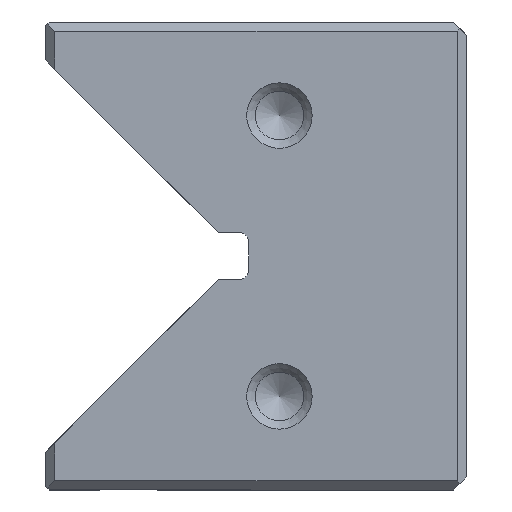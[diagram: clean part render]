
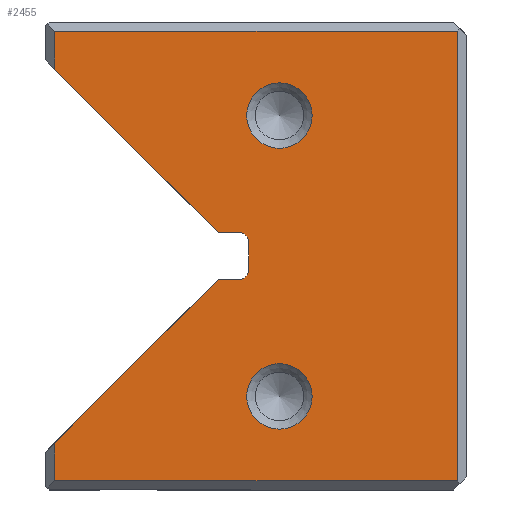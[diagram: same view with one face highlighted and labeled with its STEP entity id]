
A CAD part, left-side view. The second image highlights one B-rep face of the part: STEP entity #2455.
In plain terms, the highlighted planar face has unit normal (-1, 0, 0).
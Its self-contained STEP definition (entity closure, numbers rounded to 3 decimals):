
#2455=ADVANCED_FACE('',(#3320,#3321,#3322),#2819,.T.);
#2819=PLANE('',#8561);
#3055=CIRCLE('',#8557,3.5);
#3056=CIRCLE('',#8558,3.5);
#3057=CIRCLE('',#8559,1.);
#3058=CIRCLE('',#8560,1.);
#3320=FACE_BOUND('',#3478,.T.);
#3321=FACE_BOUND('',#3479,.T.);
#3322=FACE_BOUND('',#3480,.T.);
#3478=EDGE_LOOP('',(#4146));
#3479=EDGE_LOOP('',(#4147));
#3480=EDGE_LOOP('',(#4148,#4149,#4150,#4151,#4152,#4153,#4154,#4155,#4156,
#4157,#4158,#4159));
#4146=ORIENTED_EDGE('',*,*,#6568,.F.);
#4147=ORIENTED_EDGE('',*,*,#6569,.T.);
#4148=ORIENTED_EDGE('',*,*,#6570,.T.);
#4149=ORIENTED_EDGE('',*,*,#6571,.T.);
#4150=ORIENTED_EDGE('',*,*,#6572,.T.);
#4151=ORIENTED_EDGE('',*,*,#6573,.T.);
#4152=ORIENTED_EDGE('',*,*,#6574,.T.);
#4153=ORIENTED_EDGE('',*,*,#6575,.T.);
#4154=ORIENTED_EDGE('',*,*,#6576,.T.);
#4155=ORIENTED_EDGE('',*,*,#6577,.T.);
#4156=ORIENTED_EDGE('',*,*,#6578,.T.);
#4157=ORIENTED_EDGE('',*,*,#6579,.T.);
#4158=ORIENTED_EDGE('',*,*,#6580,.F.);
#4159=ORIENTED_EDGE('',*,*,#6581,.F.);
#5946=VERTEX_POINT('',#10940);
#5947=VERTEX_POINT('',#10942);
#5948=VERTEX_POINT('',#10944);
#5949=VERTEX_POINT('',#10945);
#5950=VERTEX_POINT('',#10947);
#5951=VERTEX_POINT('',#10949);
#5952=VERTEX_POINT('',#10951);
#5953=VERTEX_POINT('',#10953);
#5954=VERTEX_POINT('',#10955);
#5955=VERTEX_POINT('',#10957);
#5956=VERTEX_POINT('',#10959);
#5957=VERTEX_POINT('',#10961);
#5958=VERTEX_POINT('',#10963);
#5959=VERTEX_POINT('',#10965);
#6568=EDGE_CURVE('',#5946,#5946,#3055,.T.);
#6569=EDGE_CURVE('',#5947,#5947,#3056,.T.);
#6570=EDGE_CURVE('',#5948,#5949,#7385,.T.);
#6571=EDGE_CURVE('',#5949,#5950,#7386,.T.);
#6572=EDGE_CURVE('',#5950,#5951,#7387,.T.);
#6573=EDGE_CURVE('',#5951,#5952,#7388,.T.);
#6574=EDGE_CURVE('',#5952,#5953,#7389,.T.);
#6575=EDGE_CURVE('',#5953,#5954,#7390,.T.);
#6576=EDGE_CURVE('',#5954,#5955,#7391,.T.);
#6577=EDGE_CURVE('',#5955,#5956,#3057,.T.);
#6578=EDGE_CURVE('',#5956,#5957,#7392,.T.);
#6579=EDGE_CURVE('',#5957,#5958,#3058,.T.);
#6580=EDGE_CURVE('',#5959,#5958,#7393,.T.);
#6581=EDGE_CURVE('',#5948,#5959,#7394,.T.);
#7385=LINE('',#10943,#8047);
#7386=LINE('',#10946,#8048);
#7387=LINE('',#10948,#8049);
#7388=LINE('',#10950,#8050);
#7389=LINE('',#10952,#8051);
#7390=LINE('',#10954,#8052);
#7391=LINE('',#10956,#8053);
#7392=LINE('',#10960,#8054);
#7393=LINE('',#10964,#8055);
#7394=LINE('',#10966,#8056);
#8047=VECTOR('',#9068,1.);
#8048=VECTOR('',#9069,1.);
#8049=VECTOR('',#9070,1.);
#8050=VECTOR('',#9071,1.);
#8051=VECTOR('',#9072,1.);
#8052=VECTOR('',#9073,1.);
#8053=VECTOR('',#9074,1.);
#8054=VECTOR('',#9077,1.);
#8055=VECTOR('',#9080,1.);
#8056=VECTOR('',#9081,1.);
#8557=AXIS2_PLACEMENT_3D('',#10939,#9064,#9065);
#8558=AXIS2_PLACEMENT_3D('',#10941,#9066,#9067);
#8559=AXIS2_PLACEMENT_3D('',#10958,#9075,#9076);
#8560=AXIS2_PLACEMENT_3D('',#10962,#9078,#9079);
#8561=AXIS2_PLACEMENT_3D('',#10967,#9082,#9083);
#9064=DIRECTION('',(-1.,0.,0.));
#9065=DIRECTION('',(0.,0.,1.));
#9066=DIRECTION('',(1.,0.,0.));
#9067=DIRECTION('',(0.,0.,-1.));
#9068=DIRECTION('',(0.,0.,-1.));
#9069=DIRECTION('',(0.,-1.,0.));
#9070=DIRECTION('',(0.,0.,1.));
#9071=DIRECTION('',(0.,1.,0.));
#9072=DIRECTION('',(0.,0.,-1.));
#9073=DIRECTION('',(0.,-0.707,-0.707));
#9074=DIRECTION('',(0.,-1.,0.));
#9075=DIRECTION('',(1.,0.,0.));
#9076=DIRECTION('',(0.,0.,1.));
#9077=DIRECTION('',(0.,0.,-1.));
#9078=DIRECTION('',(1.,0.,0.));
#9079=DIRECTION('',(0.,0.,1.));
#9080=DIRECTION('',(0.,-1.,0.));
#9081=DIRECTION('',(0.,-0.707,0.707));
#9082=DIRECTION('',(-1.,0.,0.));
#9083=DIRECTION('',(0.,0.,-1.));
#10939=CARTESIAN_POINT('',(0.,20.,40.));
#10940=CARTESIAN_POINT('',(0.,20.,43.5));
#10941=CARTESIAN_POINT('',(0.,20.,10.));
#10942=CARTESIAN_POINT('',(0.,20.,6.5));
#10943=CARTESIAN_POINT('',(0.,44.,0.));
#10944=CARTESIAN_POINT('',(0.,44.,5.048));
#10945=CARTESIAN_POINT('',(0.,44.,1.));
#10946=CARTESIAN_POINT('',(0.,22.5,1.));
#10947=CARTESIAN_POINT('',(0.,1.,1.));
#10948=CARTESIAN_POINT('',(0.,1.,0.));
#10949=CARTESIAN_POINT('',(0.,1.,49.));
#10950=CARTESIAN_POINT('',(0.,22.5,49.));
#10951=CARTESIAN_POINT('',(0.,44.,49.));
#10952=CARTESIAN_POINT('',(0.,44.,0.));
#10953=CARTESIAN_POINT('',(0.,44.,44.952));
#10954=CARTESIAN_POINT('',(0.,45.,45.952));
#10955=CARTESIAN_POINT('',(0.,26.548,27.5));
#10956=CARTESIAN_POINT('',(0.,23.3,27.5));
#10957=CARTESIAN_POINT('',(0.,24.3,27.5));
#10958=CARTESIAN_POINT('',(0.,24.3,26.5));
#10959=CARTESIAN_POINT('',(0.,23.3,26.5));
#10960=CARTESIAN_POINT('',(0.,23.3,27.5));
#10961=CARTESIAN_POINT('',(0.,23.3,23.5));
#10962=CARTESIAN_POINT('',(0.,24.3,23.5));
#10963=CARTESIAN_POINT('',(0.,24.3,22.5));
#10964=CARTESIAN_POINT('',(0.,23.3,22.5));
#10965=CARTESIAN_POINT('',(0.,26.548,22.5));
#10966=CARTESIAN_POINT('',(0.,45.,4.048));
#10967=CARTESIAN_POINT('',(0.,22.5,0.));
